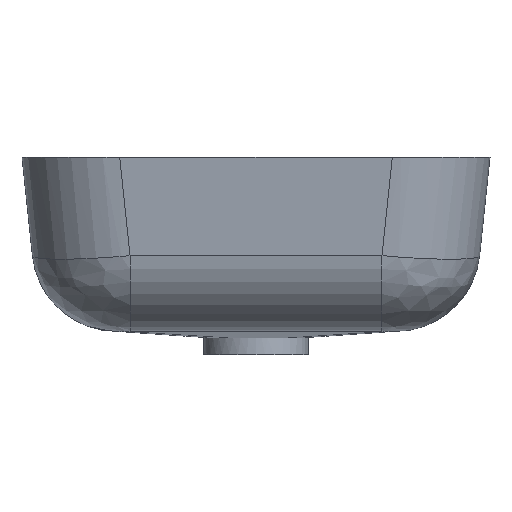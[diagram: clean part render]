
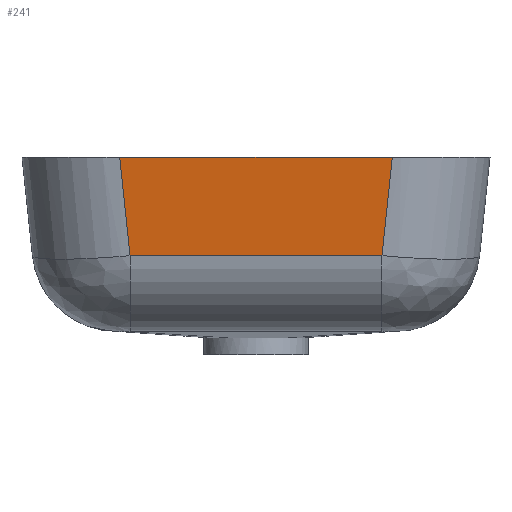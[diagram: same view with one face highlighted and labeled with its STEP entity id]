
A CAD part, left-side view. The second image highlights one B-rep face of the part: STEP entity #241.
In plain terms, the highlighted planar face has unit normal (-0.995, 0, -0.104).
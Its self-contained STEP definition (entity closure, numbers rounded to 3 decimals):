
#120=PLANE('',#966);
#139=LINE('',#3177,#171);
#140=LINE('',#3180,#172);
#141=LINE('',#3182,#173);
#142=LINE('',#3184,#174);
#171=VECTOR('',#1047,1.);
#172=VECTOR('',#1048,1.);
#173=VECTOR('',#1049,1.);
#174=VECTOR('',#1050,1.);
#241=ADVANCED_FACE('',(#304),#120,.T.);
#304=FACE_OUTER_BOUND('',#352,.T.);
#352=EDGE_LOOP('',(#432,#433,#434,#435));
#432=ORIENTED_EDGE('',*,*,#789,.T.);
#433=ORIENTED_EDGE('',*,*,#790,.T.);
#434=ORIENTED_EDGE('',*,*,#791,.T.);
#435=ORIENTED_EDGE('',*,*,#792,.T.);
#694=VERTEX_POINT('',#3178);
#695=VERTEX_POINT('',#3179);
#696=VERTEX_POINT('',#3181);
#697=VERTEX_POINT('',#3183);
#789=EDGE_CURVE('',#694,#695,#139,.T.);
#790=EDGE_CURVE('',#695,#696,#140,.T.);
#791=EDGE_CURVE('',#696,#697,#141,.T.);
#792=EDGE_CURVE('',#697,#694,#142,.T.);
#966=AXIS2_PLACEMENT_3D('',#3185,#1051,#1052);
#1047=DIRECTION('',(-0.104,-0.104,0.989));
#1048=DIRECTION('',(0.,1.,0.));
#1049=DIRECTION('',(0.104,-0.104,-0.989));
#1050=DIRECTION('',(0.,-1.,0.));
#1051=DIRECTION('',(-0.995,0.,-0.105));
#1052=DIRECTION('',(-0.105,0.,0.995));
#3177=CARTESIAN_POINT('',(-496.91,31.696,-10.375));
#3178=CARTESIAN_POINT('',(-489.436,39.17,-81.481));
#3179=CARTESIAN_POINT('',(-497.002,31.604,-9.5));
#3180=CARTESIAN_POINT('',(-497.002,131.5,-9.5));
#3181=CARTESIAN_POINT('',(-497.002,231.396,-9.5));
#3182=CARTESIAN_POINT('',(-496.91,231.304,-10.375));
#3183=CARTESIAN_POINT('',(-489.436,223.83,-81.481));
#3184=CARTESIAN_POINT('',(-489.436,131.5,-81.481));
#3185=CARTESIAN_POINT('',(-498.,131.5,0.));
